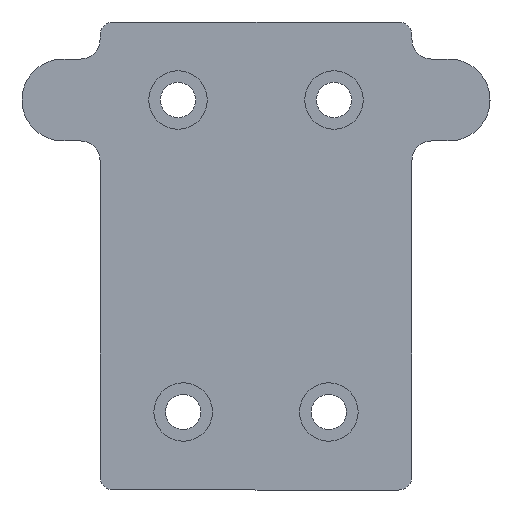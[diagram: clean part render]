
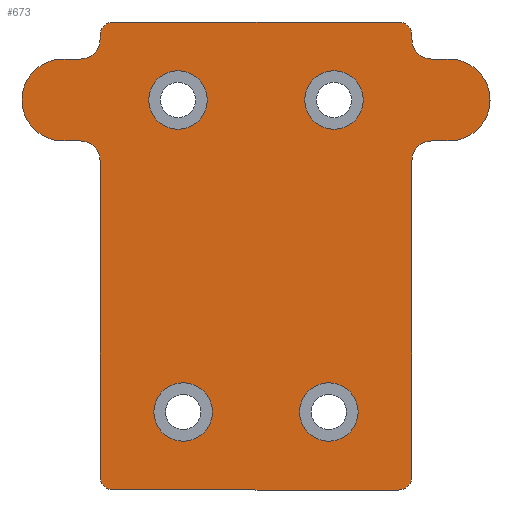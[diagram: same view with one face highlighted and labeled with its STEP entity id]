
A CAD part, front view. The second image highlights one B-rep face of the part: STEP entity #673.
In plain terms, the highlighted planar face has unit normal (0, -1, 0).
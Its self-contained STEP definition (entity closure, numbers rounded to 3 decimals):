
#98=CARTESIAN_POINT('',(27.5,-7.5,100.0));
#99=VERTEX_POINT('',#98);
#100=CARTESIAN_POINT('',(20.0,-7.5,100.0));
#101=DIRECTION('',(0.0,1.0,0.0));
#102=DIRECTION('',(1.0,0.0,0.0));
#103=AXIS2_PLACEMENT_3D('',#100,#101,#102);
#104=CIRCLE('',#103,7.5);
#105=EDGE_CURVE('',#99,#99,#104,.T.);
#208=CARTESIAN_POINT('',(-12.5,-7.5,100.0));
#209=VERTEX_POINT('',#208);
#210=CARTESIAN_POINT('',(-20.0,-7.5,100.0));
#211=DIRECTION('',(0.0,1.0,0.0));
#212=DIRECTION('',(1.0,0.0,0.0));
#213=AXIS2_PLACEMENT_3D('',#210,#211,#212);
#214=CIRCLE('',#213,7.5);
#215=EDGE_CURVE('',#209,#209,#214,.T.);
#318=CARTESIAN_POINT('',(-11.179,-7.5,20.));
#319=VERTEX_POINT('',#318);
#320=CARTESIAN_POINT('',(-18.679,-7.5,20.));
#321=DIRECTION('',(0.0,1.0,0.0));
#322=DIRECTION('',(1.0,0.0,0.0));
#323=AXIS2_PLACEMENT_3D('',#320,#321,#322);
#324=CIRCLE('',#323,7.5);
#325=EDGE_CURVE('',#319,#319,#324,.T.);
#428=CARTESIAN_POINT('',(26.179,-7.5,20.));
#429=VERTEX_POINT('',#428);
#430=CARTESIAN_POINT('',(18.679,-7.5,20.));
#431=DIRECTION('',(0.0,1.0,0.0));
#432=DIRECTION('',(1.0,0.0,0.0));
#433=AXIS2_PLACEMENT_3D('',#430,#431,#432);
#434=CIRCLE('',#433,7.5);
#435=EDGE_CURVE('',#429,#429,#434,.T.);
#484=CARTESIAN_POINT('',(0.,-7.5,64.774));
#485=DIRECTION('',(0.0,1.0,0.0));
#486=DIRECTION('',(0.0,0.0,1.0));
#487=AXIS2_PLACEMENT_3D('',#484,#485,#486);
#488=PLANE('',#487);
#489=CARTESIAN_POINT('',(40.,-7.5,84.5));
#490=VERTEX_POINT('',#489);
#491=CARTESIAN_POINT('',(40.,-7.5,3.5));
#492=VERTEX_POINT('',#491);
#493=CARTESIAN_POINT('',(40.,-7.5,84.5));
#494=DIRECTION('',(0.0,0.0,-1.0));
#495=VECTOR('',#494,81.0);
#496=LINE('',#493,#495);
#497=EDGE_CURVE('',#490,#492,#496,.T.);
#498=ORIENTED_EDGE('',*,*,#497,.F.);
#499=CARTESIAN_POINT('',(45.,-7.5,89.5));
#500=VERTEX_POINT('',#499);
#501=CARTESIAN_POINT('',(45.,-7.5,84.5));
#502=DIRECTION('',(0.0,-1.0,0.0));
#503=DIRECTION('',(1.0,0.0,0.0));
#504=AXIS2_PLACEMENT_3D('',#501,#502,#503);
#505=CIRCLE('',#504,5.);
#506=EDGE_CURVE('',#500,#490,#505,.T.);
#507=ORIENTED_EDGE('',*,*,#506,.F.);
#508=CARTESIAN_POINT('',(49.5,-7.5,89.5));
#509=VERTEX_POINT('',#508);
#510=CARTESIAN_POINT('',(49.5,-7.5,89.5));
#511=DIRECTION('',(-1.0,0.0,0.0));
#512=VECTOR('',#511,4.5);
#513=LINE('',#510,#512);
#514=EDGE_CURVE('',#509,#500,#513,.T.);
#515=ORIENTED_EDGE('',*,*,#514,.F.);
#516=CARTESIAN_POINT('',(49.5,-7.5,110.5));
#517=VERTEX_POINT('',#516);
#518=CARTESIAN_POINT('',(49.5,-7.5,100.));
#519=DIRECTION('',(0.0,1.0,0.0));
#520=DIRECTION('',(1.0,0.0,0.0));
#521=AXIS2_PLACEMENT_3D('',#518,#519,#520);
#522=CIRCLE('',#521,10.5);
#523=EDGE_CURVE('',#517,#509,#522,.T.);
#524=ORIENTED_EDGE('',*,*,#523,.F.);
#525=CARTESIAN_POINT('',(45.,-7.5,110.5));
#526=VERTEX_POINT('',#525);
#527=CARTESIAN_POINT('',(45.,-7.5,110.5));
#528=DIRECTION('',(1.0,0.0,0.0));
#529=VECTOR('',#528,4.5);
#530=LINE('',#527,#529);
#531=EDGE_CURVE('',#526,#517,#530,.T.);
#532=ORIENTED_EDGE('',*,*,#531,.F.);
#533=CARTESIAN_POINT('',(40.0,-7.5,115.5));
#534=VERTEX_POINT('',#533);
#535=CARTESIAN_POINT('',(45.0,-7.5,115.5));
#536=DIRECTION('',(0.0,-1.0,0.0));
#537=DIRECTION('',(0.0,0.0,1.0));
#538=AXIS2_PLACEMENT_3D('',#535,#536,#537);
#539=CIRCLE('',#538,5.);
#540=EDGE_CURVE('',#534,#526,#539,.T.);
#541=ORIENTED_EDGE('',*,*,#540,.F.);
#542=CARTESIAN_POINT('',(40.,-7.5,116.5));
#543=VERTEX_POINT('',#542);
#544=CARTESIAN_POINT('',(40.,-7.5,116.5));
#545=DIRECTION('',(0.0,0.0,-1.0));
#546=VECTOR('',#545,1.);
#547=LINE('',#544,#546);
#548=EDGE_CURVE('',#543,#534,#547,.T.);
#549=ORIENTED_EDGE('',*,*,#548,.F.);
#550=CARTESIAN_POINT('',(36.5,-7.5,120.));
#551=VERTEX_POINT('',#550);
#552=CARTESIAN_POINT('',(36.5,-7.5,116.5));
#553=DIRECTION('',(0.0,1.0,0.0));
#554=DIRECTION('',(0.0,0.0,1.0));
#555=AXIS2_PLACEMENT_3D('',#552,#553,#554);
#556=CIRCLE('',#555,3.5);
#557=EDGE_CURVE('',#551,#543,#556,.T.);
#558=ORIENTED_EDGE('',*,*,#557,.F.);
#559=CARTESIAN_POINT('',(-36.5,-7.5,120.0));
#560=VERTEX_POINT('',#559);
#561=CARTESIAN_POINT('',(-36.5,-7.5,120.0));
#562=DIRECTION('',(1.0,0.0,0.0));
#563=VECTOR('',#562,73.);
#564=LINE('',#561,#563);
#565=EDGE_CURVE('',#560,#551,#564,.T.);
#566=ORIENTED_EDGE('',*,*,#565,.F.);
#567=CARTESIAN_POINT('',(-40.,-7.5,116.5));
#568=VERTEX_POINT('',#567);
#569=CARTESIAN_POINT('',(-36.5,-7.5,116.5));
#570=DIRECTION('',(0.0,1.0,0.0));
#571=DIRECTION('',(-1.0,0.0,0.0));
#572=AXIS2_PLACEMENT_3D('',#569,#570,#571);
#573=CIRCLE('',#572,3.5);
#574=EDGE_CURVE('',#568,#560,#573,.T.);
#575=ORIENTED_EDGE('',*,*,#574,.F.);
#576=CARTESIAN_POINT('',(-40.,-7.5,115.5));
#577=VERTEX_POINT('',#576);
#578=CARTESIAN_POINT('',(-40.,-7.5,115.5));
#579=DIRECTION('',(0.0,0.0,1.0));
#580=VECTOR('',#579,1.);
#581=LINE('',#578,#580);
#582=EDGE_CURVE('',#577,#568,#581,.T.);
#583=ORIENTED_EDGE('',*,*,#582,.F.);
#584=CARTESIAN_POINT('',(-45.0,-7.5,110.5));
#585=VERTEX_POINT('',#584);
#586=CARTESIAN_POINT('',(-45.0,-7.5,115.5));
#587=DIRECTION('',(0.0,-1.0,0.0));
#588=DIRECTION('',(-1.0,0.0,0.0));
#589=AXIS2_PLACEMENT_3D('',#586,#587,#588);
#590=CIRCLE('',#589,5.);
#591=EDGE_CURVE('',#585,#577,#590,.T.);
#592=ORIENTED_EDGE('',*,*,#591,.F.);
#593=CARTESIAN_POINT('',(-49.5,-7.5,110.5));
#594=VERTEX_POINT('',#593);
#595=CARTESIAN_POINT('',(-49.5,-7.5,110.5));
#596=DIRECTION('',(1.0,0.0,0.0));
#597=VECTOR('',#596,4.5);
#598=LINE('',#595,#597);
#599=EDGE_CURVE('',#594,#585,#598,.T.);
#600=ORIENTED_EDGE('',*,*,#599,.F.);
#601=CARTESIAN_POINT('',(-49.5,-7.5,89.5));
#602=VERTEX_POINT('',#601);
#603=CARTESIAN_POINT('',(-49.5,-7.5,100.));
#604=DIRECTION('',(0.0,1.0,0.0));
#605=DIRECTION('',(-1.0,0.0,0.0));
#606=AXIS2_PLACEMENT_3D('',#603,#604,#605);
#607=CIRCLE('',#606,10.5);
#608=EDGE_CURVE('',#602,#594,#607,.T.);
#609=ORIENTED_EDGE('',*,*,#608,.F.);
#610=CARTESIAN_POINT('',(-45.,-7.5,89.5));
#611=VERTEX_POINT('',#610);
#612=CARTESIAN_POINT('',(-45.,-7.5,89.5));
#613=DIRECTION('',(-1.0,0.0,0.0));
#614=VECTOR('',#613,4.5);
#615=LINE('',#612,#614);
#616=EDGE_CURVE('',#611,#602,#615,.T.);
#617=ORIENTED_EDGE('',*,*,#616,.F.);
#618=CARTESIAN_POINT('',(-40.,-7.5,84.5));
#619=VERTEX_POINT('',#618);
#620=CARTESIAN_POINT('',(-45.,-7.5,84.5));
#621=DIRECTION('',(0.0,-1.0,0.0));
#622=DIRECTION('',(0.0,0.0,-1.0));
#623=AXIS2_PLACEMENT_3D('',#620,#621,#622);
#624=CIRCLE('',#623,5.);
#625=EDGE_CURVE('',#619,#611,#624,.T.);
#626=ORIENTED_EDGE('',*,*,#625,.F.);
#627=CARTESIAN_POINT('',(-40.,-7.5,3.5));
#628=VERTEX_POINT('',#627);
#629=CARTESIAN_POINT('',(-40.,-7.5,3.5));
#630=DIRECTION('',(0.0,0.0,1.0));
#631=VECTOR('',#630,81.);
#632=LINE('',#629,#631);
#633=EDGE_CURVE('',#628,#619,#632,.T.);
#634=ORIENTED_EDGE('',*,*,#633,.F.);
#635=CARTESIAN_POINT('',(-36.5,-7.5,0.));
#636=VERTEX_POINT('',#635);
#637=CARTESIAN_POINT('',(-36.5,-7.5,3.5));
#638=DIRECTION('',(0.0,1.0,0.0));
#639=DIRECTION('',(0.0,0.0,-1.0));
#640=AXIS2_PLACEMENT_3D('',#637,#638,#639);
#641=CIRCLE('',#640,3.5);
#642=EDGE_CURVE('',#636,#628,#641,.T.);
#643=ORIENTED_EDGE('',*,*,#642,.F.);
#644=CARTESIAN_POINT('',(36.5,-7.5,0.));
#645=VERTEX_POINT('',#644);
#646=CARTESIAN_POINT('',(36.5,-7.5,0.));
#647=DIRECTION('',(-1.0,0.0,0.0));
#648=VECTOR('',#647,73.);
#649=LINE('',#646,#648);
#650=EDGE_CURVE('',#645,#636,#649,.T.);
#651=ORIENTED_EDGE('',*,*,#650,.F.);
#652=CARTESIAN_POINT('',(36.5,-7.5,3.5));
#653=DIRECTION('',(0.0,1.0,0.0));
#654=DIRECTION('',(1.0,0.0,0.0));
#655=AXIS2_PLACEMENT_3D('',#652,#653,#654);
#656=CIRCLE('',#655,3.5);
#657=EDGE_CURVE('',#492,#645,#656,.T.);
#658=ORIENTED_EDGE('',*,*,#657,.F.);
#659=EDGE_LOOP('',(#498,#507,#515,#524,#532,#541,#549,#558,#566,#575,#583,#592,#600,#609,#617,#626,#634,#643,#651,#658));
#660=FACE_OUTER_BOUND('',#659,.T.);
#661=ORIENTED_EDGE('',*,*,#105,.T.);
#662=EDGE_LOOP('',(#661));
#663=FACE_BOUND('',#662,.T.);
#664=ORIENTED_EDGE('',*,*,#215,.T.);
#665=EDGE_LOOP('',(#664));
#666=FACE_BOUND('',#665,.T.);
#667=ORIENTED_EDGE('',*,*,#325,.T.);
#668=EDGE_LOOP('',(#667));
#669=FACE_BOUND('',#668,.T.);
#670=ORIENTED_EDGE('',*,*,#435,.T.);
#671=EDGE_LOOP('',(#670));
#672=FACE_BOUND('',#671,.T.);
#673=ADVANCED_FACE('',(#660,#663,#666,#669,#672),#488,.F.);
